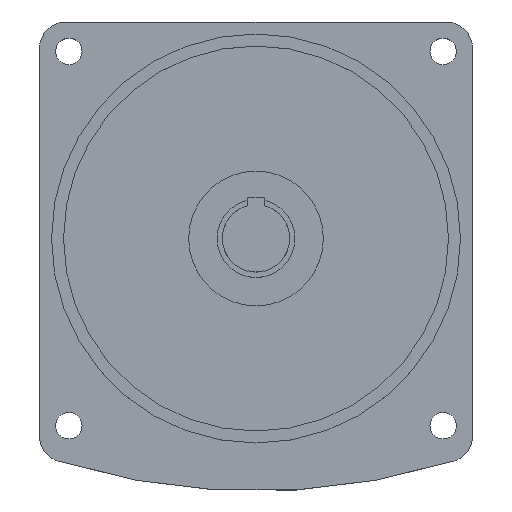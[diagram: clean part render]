
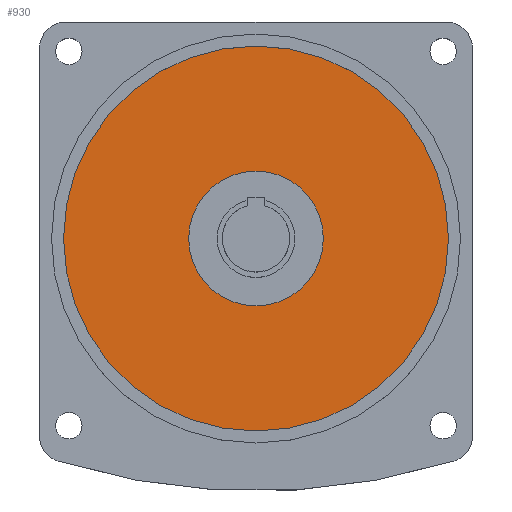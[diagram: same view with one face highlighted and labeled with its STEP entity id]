
A CAD part, top view. The second image highlights one B-rep face of the part: STEP entity #930.
In plain terms, the highlighted planar face has unit normal (0, 0, 1).
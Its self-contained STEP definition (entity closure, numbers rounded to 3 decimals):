
#149 = DIRECTION ( 'NONE',  ( 0., 0., 1. ) ) ;
#401 = ORIENTED_EDGE ( 'NONE', *, *, #1646, .F. ) ;
#415 = FACE_OUTER_BOUND ( 'NONE', #2155, .T. ) ;
#491 = CARTESIAN_POINT ( 'NONE',  ( 80., 0., 0. ) ) ;
#514 = VERTEX_POINT ( 'NONE', #1205 ) ;
#662 = DIRECTION ( 'NONE',  ( 0., 0., -1. ) ) ;
#769 = PLANE ( 'NONE',  #2942 ) ;
#803 = DIRECTION ( 'NONE',  ( 1., 0., 0. ) ) ;
#820 = CARTESIAN_POINT ( 'NONE',  ( 0., 0., 0. ) ) ;
#861 = DIRECTION ( 'NONE',  ( 0., 0., 1. ) ) ;
#930 = ADVANCED_FACE ( 'NONE', ( #415, #2466 ), #769, .T. ) ;
#1097 = CARTESIAN_POINT ( 'NONE',  ( 0., 0., 0. ) ) ;
#1129 = CIRCLE ( 'NONE', #1793, 28. ) ;
#1205 = CARTESIAN_POINT ( 'NONE',  ( -28., 0., 0. ) ) ;
#1210 = AXIS2_PLACEMENT_3D ( 'NONE', #4487, #662, #2724 ) ;
#1281 = ORIENTED_EDGE ( 'NONE', *, *, #4342, .F. ) ;
#1361 = CIRCLE ( 'NONE', #3931, 80. ) ;
#1483 = CARTESIAN_POINT ( 'NONE',  ( 0., 172.5, 0. ) ) ;
#1560 = DIRECTION ( 'NONE',  ( 0., 0., 1. ) ) ;
#1588 = CARTESIAN_POINT ( 'NONE',  ( 0., 0., 0. ) ) ;
#1621 = EDGE_CURVE ( 'NONE', #514, #2918, #1913, .T. ) ;
#1646 = EDGE_CURVE ( 'NONE', #4425, #2408, #3017, .T. ) ;
#1793 = AXIS2_PLACEMENT_3D ( 'NONE', #1588, #861, #3328 ) ;
#1812 = CARTESIAN_POINT ( 'NONE',  ( -80., 0., 0. ) ) ;
#1913 = CIRCLE ( 'NONE', #3471, 28. ) ;
#1925 = DIRECTION ( 'NONE',  ( 1., 0., 0. ) ) ;
#2155 = EDGE_LOOP ( 'NONE', ( #401, #1281 ) ) ;
#2408 = VERTEX_POINT ( 'NONE', #491 ) ;
#2466 = FACE_BOUND ( 'NONE', #2710, .T. ) ;
#2604 = EDGE_CURVE ( 'NONE', #2918, #514, #1129, .T. ) ;
#2617 = ORIENTED_EDGE ( 'NONE', *, *, #1621, .F. ) ;
#2710 = EDGE_LOOP ( 'NONE', ( #2617, #3034 ) ) ;
#2724 = DIRECTION ( 'NONE',  ( 1., 0., 0. ) ) ;
#2854 = DIRECTION ( 'NONE',  ( 0., 0., -1. ) ) ;
#2918 = VERTEX_POINT ( 'NONE', #3516 ) ;
#2942 = AXIS2_PLACEMENT_3D ( 'NONE', #1483, #149, #4339 ) ;
#3017 = CIRCLE ( 'NONE', #1210, 80. ) ;
#3034 = ORIENTED_EDGE ( 'NONE', *, *, #2604, .F. ) ;
#3328 = DIRECTION ( 'NONE',  ( 1., 0., 0. ) ) ;
#3471 = AXIS2_PLACEMENT_3D ( 'NONE', #820, #1560, #1925 ) ;
#3516 = CARTESIAN_POINT ( 'NONE',  ( 28., 0., 0. ) ) ;
#3931 = AXIS2_PLACEMENT_3D ( 'NONE', #1097, #2854, #803 ) ;
#4339 = DIRECTION ( 'NONE',  ( 1., 0., 0. ) ) ;
#4342 = EDGE_CURVE ( 'NONE', #2408, #4425, #1361, .T. ) ;
#4425 = VERTEX_POINT ( 'NONE', #1812 ) ;
#4487 = CARTESIAN_POINT ( 'NONE',  ( 0., 0., 0. ) ) ;
